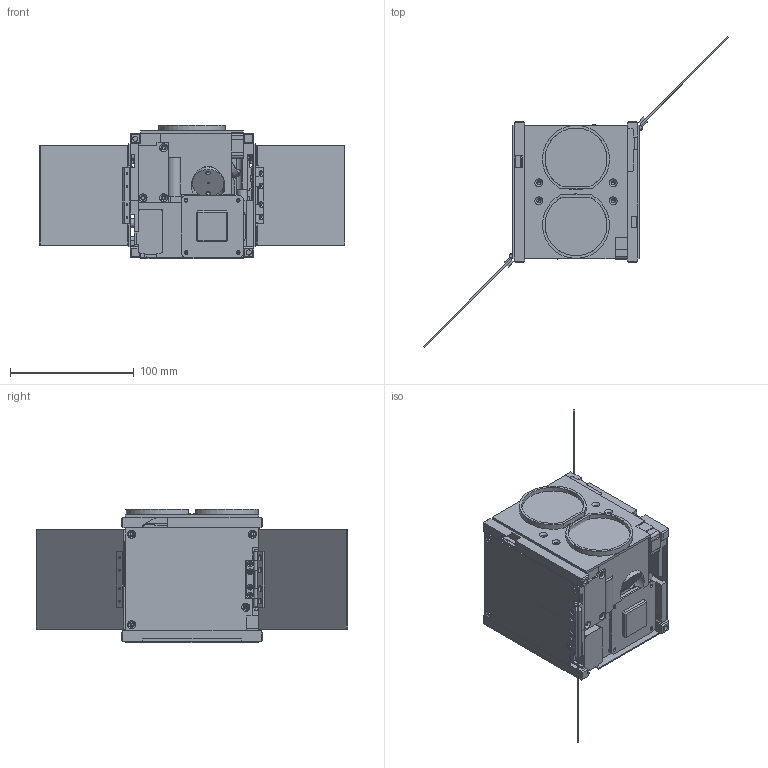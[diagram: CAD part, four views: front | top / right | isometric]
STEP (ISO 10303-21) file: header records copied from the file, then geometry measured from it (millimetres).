
FILE_DESCRIPTION(/* description */ ('Unknown'),/* implementation_level */ '2;1');
FILE_NAME(/* name */ 'All_0.8_clear',/* time_stamp */ '2023-04-13T14:23:26+03:00',/* author */ ('Unknown'),/* organization */ ('Unknown'),/* preprocessor_version */ 'ST-DEVELOPER v18.1',/* originating_system */ 'Solid Edge',/* authorisation */ 'Unknown');
FILE_SCHEMA (('AUTOMOTIVE_DESIGN {1 0 10303 214 3 1 1}'));
Length unit declared in the file: millimetre
Products named in the file (31): All_0.8_clear; Lite_conus_to_detector_50; plate_area; body; body_2; 18650; Block_mashovikov; Motor; mashovik; Mashovik_support; Bat_plate_2; 478_all; Solar_detector; GLONASS; Plate; Plate_motors; solinoid; Iron_heart; Winding; Petla; Petla_2; Petla_4; Petla_1; Petla_3; SolPan-Moving-Textolit; Micro Switches; SolPan-Down; Linz_top; Brain_top; SolPan-Left; SolPan-Right
Assembly tree (46 placements, depth 3):
  All_0.8_clear
    Lite_conus_to_detector_50  x2
    plate_area
    body
    body_2
    18650  x4
    Block_mashovikov  x2
      Motor
      mashovik
      Mashovik_support
    Bat_plate_2  x2
    478_all  x2
    Solar_detector  x3
    GLONASS  x2
    Plate
    Plate_motors
    solinoid  x3
      Iron_heart
      Winding
    Petla  x2
      Petla_2
      Petla_4
      Petla_1
      Petla_3
      SolPan-Moving-Textolit
    Micro Switches  x2
    SolPan-Down
    Linz_top
    Brain_top
    SolPan-Left
    SolPan-Right
Bounding box: 246.79 x 251.24 x 107.5 mm (x, y, z)
Volume: 795132.3 mm3; surface area: 420141.5 mm2
Topology: 53 solids, 53 shells, 2223 faces, 5935 edges, 3919 vertices
Faces by surface type: plane 1516, cylinder 620, cone 55, torus 20, bspline 8, sphere 4
Full cylindrical faces by diameter (mm): 0.5 x2, 0.85 x28, 1.47 x4, 1.5 x4, 1.6 x34, 2 x56, 2.2 x22, 2.5 x44, 3 x28, 3.2 x29, 3.5 x8, 4 x2, 4.2 x2, 5 x8, 6 x4, 7 x1, 8 x12, 8.3 x1, 8.5 x4, 12 x4, 13 x4, 15 x6, 18.4 x4, 25.5 x4, 27 x2
Entity records: 52469 total; most frequent: CARTESIAN_POINT 8093, DIRECTION 7400, ORIENTED_EDGE 7122, EDGE_CURVE 3561, LINE 2540, VECTOR 2540, VERTEX_POINT 2475, AXIS2_PLACEMENT_3D 2430
